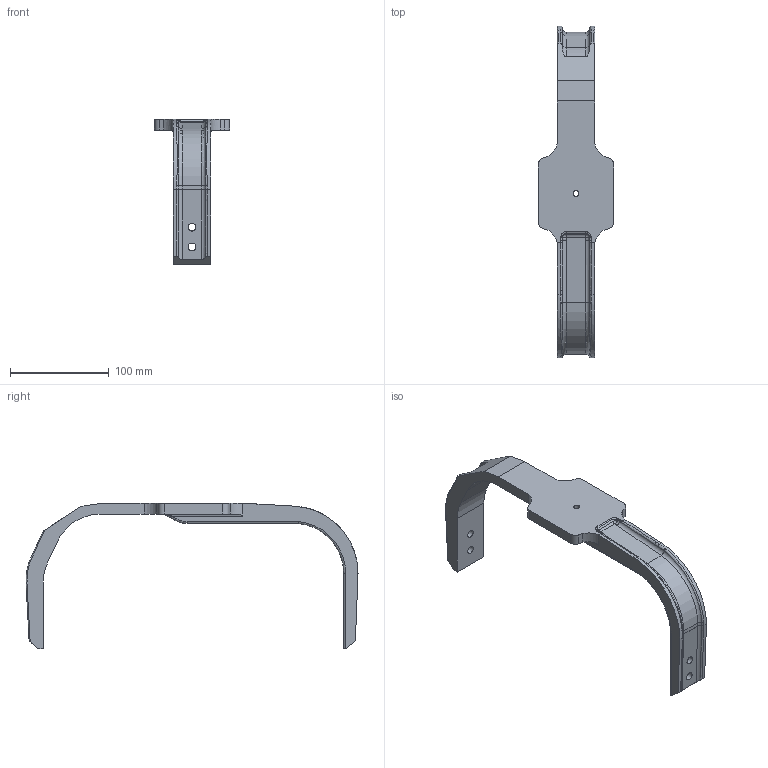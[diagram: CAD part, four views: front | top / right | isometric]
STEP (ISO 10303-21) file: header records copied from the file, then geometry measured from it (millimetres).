
FILE_DESCRIPTION(/* description */ (''),/* implementation_level */ '2;1');
FILE_NAME(/* name */ 'full_bumper.step',/* time_stamp */ '2020-12-02T21:41:46+01:00',/* author */ (''),/* organization */ (''),/* preprocessor_version */ 'ST-DEVELOPER v18.1',/* originating_system */ 'Autodesk Translation Framework v9.3.0.1241',/* authorisation */ '');
FILE_SCHEMA (('AUTOMOTIVE_DESIGN { 1 0 10303 214 3 1 1 }'));
Length unit declared in the file: millimetre
Products named in the file (1): FusionComponent
Bounding box: 76.2 x 336.47 x 147.57 mm (x, y, z)
Volume: 299245.6 mm3; surface area: 66074.5 mm2
Topology: 1 solids, 1 shells, 155 faces, 391 edges, 236 vertices
Faces by surface type: cylinder 57, plane 43, bspline 33, torus 20, sphere 2
Full cylindrical faces by diameter (mm): 6 x1, 8 x4
Entity records: 6923 total; most frequent: CARTESIAN_POINT 3227, ORIENTED_EDGE 778, DIRECTION 777, EDGE_CURVE 389, AXIS2_PLACEMENT_3D 304, VERTEX_POINT 236, LINE 169, VECTOR 169
